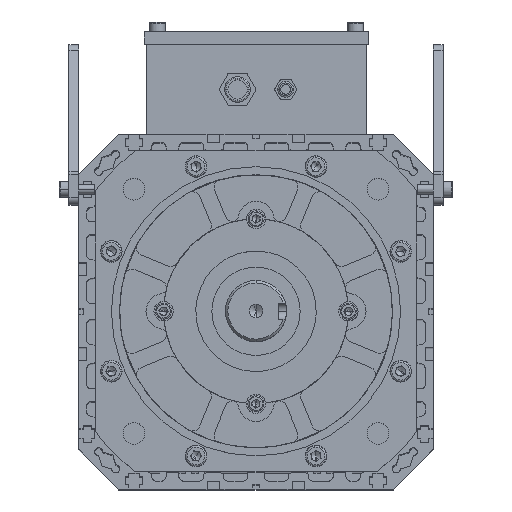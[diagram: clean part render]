
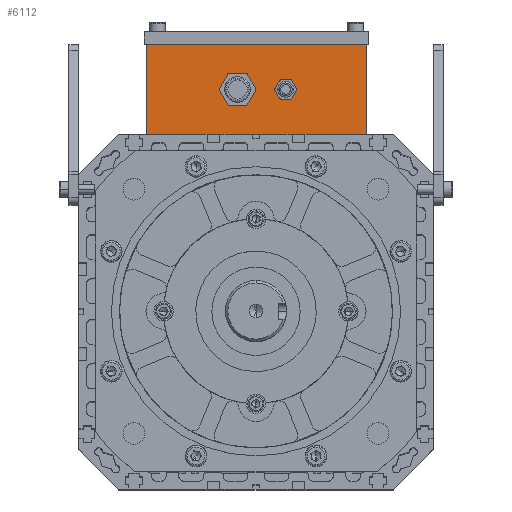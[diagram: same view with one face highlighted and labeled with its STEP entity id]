
A CAD part, top view. The second image highlights one B-rep face of the part: STEP entity #6112.
In plain terms, the highlighted face is planar.
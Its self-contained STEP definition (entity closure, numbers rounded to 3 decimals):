
#111 = DIRECTION ( 'NONE',  ( 0., 0., 1. ) ) ;
#190 = DIRECTION ( 'NONE',  ( 0., 0., 1. ) ) ;
#638 = DIRECTION ( 'NONE',  ( 0., 0., -1. ) ) ;
#780 = CARTESIAN_POINT ( 'NONE',  ( -68.25, 77.5, 56. ) ) ;
#2127 = EDGE_CURVE ( 'NONE', #13607, #24180, #13662, .T. ) ;
#2340 = DIRECTION ( 'NONE',  ( 0., -1., 0. ) ) ;
#2369 = CARTESIAN_POINT ( 'NONE',  ( 11.75, 77.5, 28. ) ) ;
#2810 = AXIS2_PLACEMENT_3D ( 'NONE', #27174, #22335, #9848 ) ;
#3638 = EDGE_LOOP ( 'NONE', ( #4661, #32721, #30019, #17419 ) ) ;
#3906 = VERTEX_POINT ( 'NONE', #13926 ) ;
#4228 = ORIENTED_EDGE ( 'NONE', *, *, #12401, .F. ) ;
#4350 = CARTESIAN_POINT ( 'NONE',  ( -18.25, 77.5, 32. ) ) ;
#4661 = ORIENTED_EDGE ( 'NONE', *, *, #17589, .T. ) ;
#5527 = CARTESIAN_POINT ( 'NONE',  ( -18.25, 77.5, 28. ) ) ;
#5589 = LINE ( 'NONE', #780, #17416 ) ;
#5638 = CARTESIAN_POINT ( 'NONE',  ( -68.25, 77.5, 0. ) ) ;
#5758 = DIRECTION ( 'NONE',  ( 0., 0., -1. ) ) ;
#6112 = ADVANCED_FACE ( 'NONE', ( #19822, #27165, #9839 ), #22488, .F. ) ;
#6759 = EDGE_CURVE ( 'NONE', #28331, #3906, #20835, .T. ) ;
#7119 = DIRECTION ( 'NONE',  ( 0., 1., 0. ) ) ;
#8520 = CARTESIAN_POINT ( 'NONE',  ( -68.25, 77.5, 56. ) ) ;
#9205 = EDGE_CURVE ( 'NONE', #16431, #28754, #9390, .T. ) ;
#9303 = VECTOR ( 'NONE', #638, 1000. ) ;
#9390 = CIRCLE ( 'NONE', #25338, 4. ) ;
#9839 = FACE_OUTER_BOUND ( 'NONE', #3638, .T. ) ;
#9848 = DIRECTION ( 'NONE',  ( 0., 0., 1. ) ) ;
#12120 = ORIENTED_EDGE ( 'NONE', *, *, #22626, .F. ) ;
#12401 = EDGE_CURVE ( 'NONE', #28754, #16431, #15807, .T. ) ;
#12567 = EDGE_CURVE ( 'NONE', #3906, #16641, #5589, .T. ) ;
#13536 = DIRECTION ( 'NONE',  ( 0., 1., 0. ) ) ;
#13607 = VERTEX_POINT ( 'NONE', #23088 ) ;
#13662 = CIRCLE ( 'NONE', #20039, 6. ) ;
#13926 = CARTESIAN_POINT ( 'NONE',  ( -68.25, 77.5, 56. ) ) ;
#14674 = CARTESIAN_POINT ( 'NONE',  ( -68.25, 77.5, 56. ) ) ;
#15807 = CIRCLE ( 'NONE', #28571, 4. ) ;
#16340 = CARTESIAN_POINT ( 'NONE',  ( 11.75, 77.5, 22. ) ) ;
#16431 = VERTEX_POINT ( 'NONE', #25967 ) ;
#16641 = VERTEX_POINT ( 'NONE', #32823 ) ;
#17000 = ORIENTED_EDGE ( 'NONE', *, *, #2127, .F. ) ;
#17165 = EDGE_LOOP ( 'NONE', ( #17000, #12120 ) ) ;
#17416 = VECTOR ( 'NONE', #5758, 1000. ) ;
#17419 = ORIENTED_EDGE ( 'NONE', *, *, #24490, .T. ) ;
#17573 = CARTESIAN_POINT ( 'NONE',  ( 68.25, 77.5, 56. ) ) ;
#17589 = EDGE_CURVE ( 'NONE', #26454, #16641, #21291, .T. ) ;
#17793 = CARTESIAN_POINT ( 'NONE',  ( -18.25, 77.5, 28. ) ) ;
#19810 = AXIS2_PLACEMENT_3D ( 'NONE', #14674, #2340, #24829 ) ;
#19822 = FACE_BOUND ( 'NONE', #23070, .T. ) ;
#19840 = CIRCLE ( 'NONE', #2810, 6. ) ;
#20039 = AXIS2_PLACEMENT_3D ( 'NONE', #2369, #20184, #190 ) ;
#20184 = DIRECTION ( 'NONE',  ( 0., 1., 0. ) ) ;
#20666 = ORIENTED_EDGE ( 'NONE', *, *, #9205, .F. ) ;
#20835 = LINE ( 'NONE', #8520, #27288 ) ;
#20960 = DIRECTION ( 'NONE',  ( -1., 0., 0. ) ) ;
#21291 = LINE ( 'NONE', #5638, #25583 ) ;
#22335 = DIRECTION ( 'NONE',  ( 0., 1., 0. ) ) ;
#22488 = PLANE ( 'NONE',  #19810 ) ;
#22626 = EDGE_CURVE ( 'NONE', #24180, #13607, #19840, .T. ) ;
#23070 = EDGE_LOOP ( 'NONE', ( #4228, #20666 ) ) ;
#23088 = CARTESIAN_POINT ( 'NONE',  ( 11.75, 77.5, 34. ) ) ;
#23846 = DIRECTION ( 'NONE',  ( 0., 0., 1. ) ) ;
#23933 = LINE ( 'NONE', #28950, #9303 ) ;
#24180 = VERTEX_POINT ( 'NONE', #16340 ) ;
#24490 = EDGE_CURVE ( 'NONE', #28331, #26454, #23933, .T. ) ;
#24829 = DIRECTION ( 'NONE',  ( 0., 0., -1. ) ) ;
#25338 = AXIS2_PLACEMENT_3D ( 'NONE', #5527, #13536, #23846 ) ;
#25583 = VECTOR ( 'NONE', #20960, 1000. ) ;
#25967 = CARTESIAN_POINT ( 'NONE',  ( -18.25, 77.5, 24. ) ) ;
#26454 = VERTEX_POINT ( 'NONE', #32650 ) ;
#27165 = FACE_BOUND ( 'NONE', #17165, .T. ) ;
#27174 = CARTESIAN_POINT ( 'NONE',  ( 11.75, 77.5, 28. ) ) ;
#27288 = VECTOR ( 'NONE', #28347, 1000. ) ;
#28331 = VERTEX_POINT ( 'NONE', #17573 ) ;
#28347 = DIRECTION ( 'NONE',  ( -1., 0., 0. ) ) ;
#28571 = AXIS2_PLACEMENT_3D ( 'NONE', #17793, #7119, #111 ) ;
#28754 = VERTEX_POINT ( 'NONE', #4350 ) ;
#28950 = CARTESIAN_POINT ( 'NONE',  ( 68.25, 77.5, 56. ) ) ;
#30019 = ORIENTED_EDGE ( 'NONE', *, *, #6759, .F. ) ;
#32650 = CARTESIAN_POINT ( 'NONE',  ( 68.25, 77.5, 0. ) ) ;
#32721 = ORIENTED_EDGE ( 'NONE', *, *, #12567, .F. ) ;
#32823 = CARTESIAN_POINT ( 'NONE',  ( -68.25, 77.5, 0. ) ) ;
